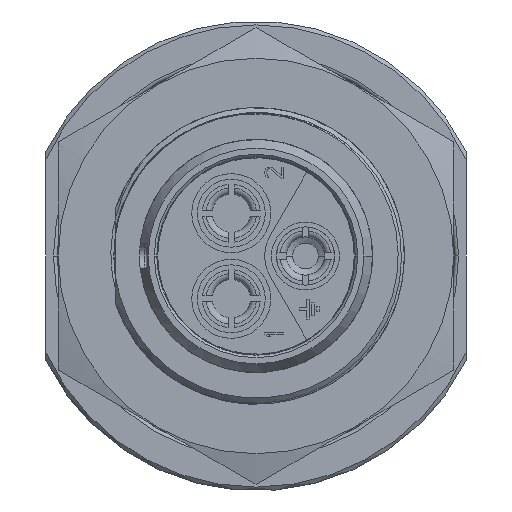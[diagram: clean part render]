
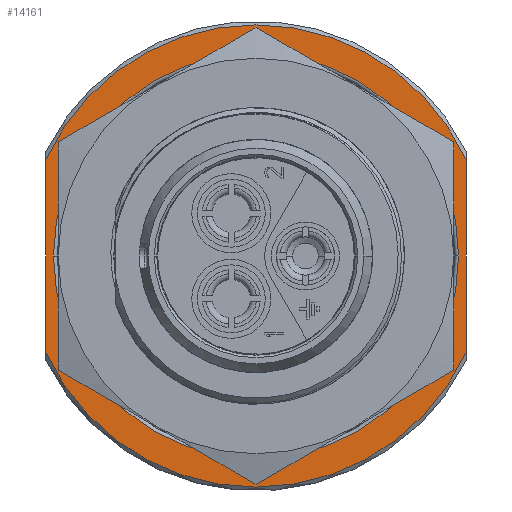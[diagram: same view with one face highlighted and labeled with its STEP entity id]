
A CAD part, left-side view. The second image highlights one B-rep face of the part: STEP entity #14161.
In plain terms, the highlighted planar face has unit normal (-1, 0, 0).
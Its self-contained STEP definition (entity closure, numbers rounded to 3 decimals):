
#290=DIRECTION('',(0.,0.,-1.));
#291=VECTOR('',#290,15.581);
#292=CARTESIAN_POINT('',(23.5,17.,7.79));
#293=LINE('1117',#292,#291);
#294=CARTESIAN_POINT('',(23.5,0.,0.));
#295=DIRECTION('',(1.,0.,0.));
#296=DIRECTION('',(0.,0.909,0.417));
#297=AXIS2_PLACEMENT_3D('',#294,#295,#296);
#299=DIRECTION('',(0.,0.,1.));
#300=VECTOR('',#299,15.581);
#301=CARTESIAN_POINT('',(23.5,-17.,-7.79));
#302=LINE('1118',#301,#300);
#303=CARTESIAN_POINT('',(23.5,0.,0.));
#304=DIRECTION('',(-1.,0.,0.));
#305=DIRECTION('',(0.,0.909,-0.417));
#306=AXIS2_PLACEMENT_3D('',#303,#304,#305);
#318=CARTESIAN_POINT('',(23.5,0.,0.));
#319=DIRECTION('',(1.,0.,0.));
#320=DIRECTION('',(0.,-1.,0.));
#321=AXIS2_PLACEMENT_3D('',#318,#319,#320);
#333=CARTESIAN_POINT('',(23.5,0.,0.));
#334=DIRECTION('',(1.,0.,0.));
#335=DIRECTION('',(0.,1.,0.));
#336=AXIS2_PLACEMENT_3D('',#333,#334,#335);
#12793=CARTESIAN_POINT('',(23.5,17.,7.79));
#12794=CARTESIAN_POINT('',(23.5,17.,-7.79));
#12795=VERTEX_POINT('',#12793);
#12796=VERTEX_POINT('',#12794);
#12797=CARTESIAN_POINT('',(23.5,-17.,-7.79));
#12798=CARTESIAN_POINT('',(23.5,-17.,7.79));
#12799=VERTEX_POINT('',#12797);
#12800=VERTEX_POINT('',#12798);
#12841=CARTESIAN_POINT('',(23.5,-16.389,0.));
#12842=CARTESIAN_POINT('',(23.5,16.389,0.));
#12843=VERTEX_POINT('',#12841);
#12844=VERTEX_POINT('',#12842);
#14143=CARTESIAN_POINT('',(23.5,0.,0.));
#14144=DIRECTION('',(1.,0.,0.));
#14145=DIRECTION('',(0.,-1.,0.));
#14146=AXIS2_PLACEMENT_3D('',#14143,#14144,#14145);
#14147=PLANE('249',#14146);
#14148=ORIENTED_EDGE('1117',*,*,#14056,.F.);
#14150=ORIENTED_EDGE('1132',*,*,#14149,.T.);
#14151=ORIENTED_EDGE('1118',*,*,#14093,.F.);
#14152=ORIENTED_EDGE('1136',*,*,#14136,.F.);
#14153=EDGE_LOOP('249',(#14148,#14150,#14151,#14152));
#14154=FACE_OUTER_BOUND('249',#14153,.F.);
#14156=ORIENTED_EDGE('1164',*,*,#14155,.F.);
#14158=ORIENTED_EDGE('1166',*,*,#14157,.F.);
#14159=EDGE_LOOP('249',(#14156,#14158));
#14160=FACE_BOUND('249',#14159,.F.);
#298=CIRCLE('1132',#297,18.7);
#307=CIRCLE('1136',#306,18.7);
#322=CIRCLE('1164',#321,16.389);
#337=CIRCLE('1166',#336,16.389);
#14056=EDGE_CURVE('1117',#12795,#12796,#293,.T.);
#14093=EDGE_CURVE('1118',#12799,#12800,#302,.T.);
#14136=EDGE_CURVE('1136',#12796,#12799,#307,.T.);
#14149=EDGE_CURVE('1132',#12795,#12800,#298,.T.);
#14155=EDGE_CURVE('1164',#12843,#12844,#322,.T.);
#14157=EDGE_CURVE('1166',#12844,#12843,#337,.T.);
#14161=ADVANCED_FACE('249',(#14154,#14160),#14147,.F.);
